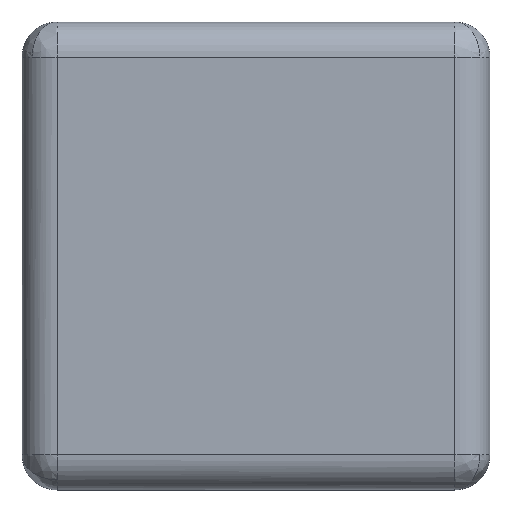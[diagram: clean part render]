
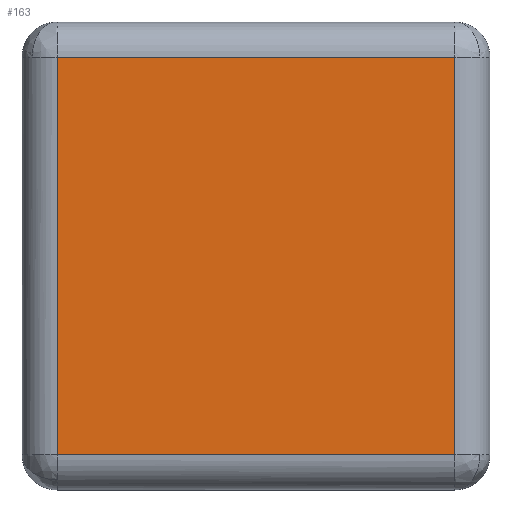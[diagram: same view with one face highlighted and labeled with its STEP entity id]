
A CAD part, top view. The second image highlights one B-rep face of the part: STEP entity #163.
In plain terms, the highlighted planar face has unit normal (0, 0, 1).
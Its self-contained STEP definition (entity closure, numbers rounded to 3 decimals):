
#32 = VERTEX_POINT ( 'NONE', #307 ) ;
#33 = ORIENTED_EDGE ( 'NONE', *, *, #34, .F. ) ;
#34 = EDGE_CURVE ( 'NONE', #150, #167, #352, .T. ) ;
#35 = ORIENTED_EDGE ( 'NONE', *, *, #36, .F. ) ;
#36 = EDGE_CURVE ( 'NONE', #37, #150, #348, .T. ) ;
#37 = VERTEX_POINT ( 'NONE', #344 ) ;
#38 = ORIENTED_EDGE ( 'NONE', *, *, #54, .F. ) ;
#54 = EDGE_CURVE ( 'NONE', #32, #37, #284, .T. ) ;
#150 = VERTEX_POINT ( 'NONE', #559 ) ;
#163 = ADVANCED_FACE ( '1273', ( #406 ), #428, .T. ) ;
#164 = EDGE_LOOP ( 'NONE', ( #165, #33, #35, #38 ) ) ;
#165 = ORIENTED_EDGE ( 'NONE', *, *, #166, .F. ) ;
#166 = EDGE_CURVE ( 'NONE', #167, #32, #423, .T. ) ;
#167 = VERTEX_POINT ( 'NONE', #419 ) ;
#276 = DIRECTION ( 'NONE',  ( 0., 1., 0. ) ) ;
#277 = VECTOR ( 'NONE', #276, 1000. ) ;
#278 = CARTESIAN_POINT ( 'NONE',  ( -12.75, 25.552, 3. ) ) ;
#284 = LINE ( 'NONE', #278, #277 ) ;
#307 = CARTESIAN_POINT ( 'NONE',  ( -12.75, -12.75, 3. ) ) ;
#344 = CARTESIAN_POINT ( 'NONE',  ( -12.75, 12.75, 3. ) ) ;
#345 = DIRECTION ( 'NONE',  ( 1., 0., 0. ) ) ;
#346 = VECTOR ( 'NONE', #345, 1000. ) ;
#347 = CARTESIAN_POINT ( 'NONE',  ( 25.552, 12.75, 3. ) ) ;
#348 = LINE ( 'NONE', #347, #346 ) ;
#349 = DIRECTION ( 'NONE',  ( 0., -1., 0. ) ) ;
#350 = VECTOR ( 'NONE', #349, 1000. ) ;
#351 = CARTESIAN_POINT ( 'NONE',  ( 12.75, -25.552, 3. ) ) ;
#352 = LINE ( 'NONE', #351, #350 ) ;
#406 = FACE_OUTER_BOUND ( 'NONE', #164, .T. ) ;
#419 = CARTESIAN_POINT ( 'NONE',  ( 12.75, -12.75, 3. ) ) ;
#420 = DIRECTION ( 'NONE',  ( -1., 0., 0. ) ) ;
#421 = VECTOR ( 'NONE', #420, 1000. ) ;
#422 = CARTESIAN_POINT ( 'NONE',  ( -25.552, -12.75, 3. ) ) ;
#423 = LINE ( 'NONE', #422, #421 ) ;
#424 = DIRECTION ( 'NONE',  ( 1., 0., 0. ) ) ;
#425 = DIRECTION ( 'NONE',  ( 0., 0., 1. ) ) ;
#426 = CARTESIAN_POINT ( 'NONE',  ( 0., 0., 3. ) ) ;
#427 = AXIS2_PLACEMENT_3D ( 'NONE', #426, #425, #424 ) ;
#428 = PLANE ( 'NONE',  #427 ) ;
#559 = CARTESIAN_POINT ( 'NONE',  ( 12.75, 12.75, 3. ) ) ;
